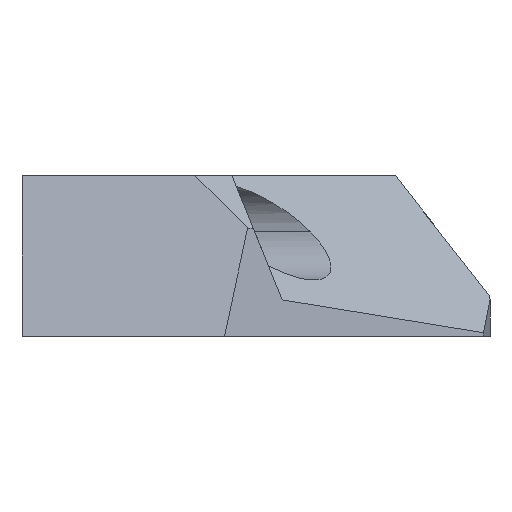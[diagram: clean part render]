
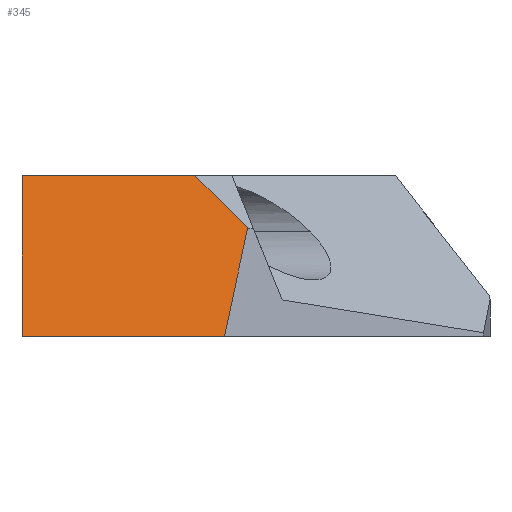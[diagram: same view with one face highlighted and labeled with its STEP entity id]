
A CAD part, left-side view. The second image highlights one B-rep face of the part: STEP entity #345.
In plain terms, the highlighted planar face has unit normal (-0.985, -0.082, 0.149).
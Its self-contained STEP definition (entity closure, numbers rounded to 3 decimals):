
#246 = VECTOR ( 'NONE', #3874, 1000. ) ;
#345 = ADVANCED_FACE ( 'NONE', ( #1243 ), #2203, .T. ) ;
#359 = CARTESIAN_POINT ( 'NONE',  ( 269.214, 22.485, -40.629 ) ) ;
#374 = ORIENTED_EDGE ( 'NONE', *, *, #5957, .T. ) ;
#608 = CARTESIAN_POINT ( 'NONE',  ( 275.303, 22.993, 0. ) ) ;
#863 = VERTEX_POINT ( 'NONE', #3887 ) ;
#1115 = ORIENTED_EDGE ( 'NONE', *, *, #1519, .F. ) ;
#1243 = FACE_OUTER_BOUND ( 'NONE', #4011, .T. ) ;
#1354 = CARTESIAN_POINT ( 'NONE',  ( 273.54, 3.363, -22.544 ) ) ;
#1519 = EDGE_CURVE ( 'NONE', #2362, #3004, #4912, .T. ) ;
#1628 = CARTESIAN_POINT ( 'NONE',  ( 277.801, 11.15, 10. ) ) ;
#1647 = CARTESIAN_POINT ( 'NONE',  ( 277.346, -1.463, 0. ) ) ;
#1711 = VECTOR ( 'NONE', #2023, 1000. ) ;
#1840 = ORIENTED_EDGE ( 'NONE', *, *, #5534, .F. ) ;
#1862 = VECTOR ( 'NONE', #4914, 1000. ) ;
#2023 = DIRECTION ( 'NONE',  ( -0.083, 0.997, 0. ) ) ;
#2203 = PLANE ( 'NONE',  #3413 ) ;
#2362 = VERTEX_POINT ( 'NONE', #5918 ) ;
#2640 = DIRECTION ( 'NONE',  ( -0.985, -0.082, 0.149 ) ) ;
#3004 = VERTEX_POINT ( 'NONE', #5840 ) ;
#3009 = CARTESIAN_POINT ( 'NONE',  ( 276.802, 23.118, 10. ) ) ;
#3040 = CARTESIAN_POINT ( 'NONE',  ( 270.14, 11.15, -40.769 ) ) ;
#3060 = VECTOR ( 'NONE', #4907, 1000. ) ;
#3413 = AXIS2_PLACEMENT_3D ( 'NONE', #359, #2640, #5504 ) ;
#3418 = LINE ( 'NONE', #608, #1711 ) ;
#3523 = DIRECTION ( 'NONE',  ( 0.149, 0., 0.989 ) ) ;
#3874 = DIRECTION ( 'NONE',  ( -0.046, -0.712, -0.701 ) ) ;
#3887 = CARTESIAN_POINT ( 'NONE',  ( 276.292, 11.15, 0. ) ) ;
#4011 = EDGE_LOOP ( 'NONE', ( #5512, #5270, #1840, #374, #1115 ) ) ;
#4013 = EDGE_CURVE ( 'NONE', #2362, #5723, #5376, .T. ) ;
#4046 = EDGE_CURVE ( 'NONE', #863, #5723, #4086, .T. ) ;
#4086 = LINE ( 'NONE', #3040, #5344 ) ;
#4907 = DIRECTION ( 'NONE',  ( -0.083, 0.997, 0. ) ) ;
#4912 = LINE ( 'NONE', #5380, #246 ) ;
#4914 = DIRECTION ( 'NONE',  ( 0.163, -0.207, 0.965 ) ) ;
#5195 = VERTEX_POINT ( 'NONE', #1647 ) ;
#5270 = ORIENTED_EDGE ( 'NONE', *, *, #4046, .F. ) ;
#5344 = VECTOR ( 'NONE', #3523, 1000. ) ;
#5376 = LINE ( 'NONE', #3009, #3060 ) ;
#5380 = CARTESIAN_POINT ( 'NONE',  ( 282.993, 66.478, 75.022 ) ) ;
#5504 = DIRECTION ( 'NONE',  ( 0.149, 0., 0.989 ) ) ;
#5512 = ORIENTED_EDGE ( 'NONE', *, *, #4013, .T. ) ;
#5534 = EDGE_CURVE ( 'NONE', #5195, #863, #3418, .T. ) ;
#5602 = LINE ( 'NONE', #1354, #1862 ) ;
#5723 = VERTEX_POINT ( 'NONE', #1628 ) ;
#5840 = CARTESIAN_POINT ( 'NONE',  ( 278.486, -2.909, 6.755 ) ) ;
#5918 = CARTESIAN_POINT ( 'NONE',  ( 278.7, 0.389, 10. ) ) ;
#5957 = EDGE_CURVE ( 'NONE', #5195, #3004, #5602, .T. ) ;
